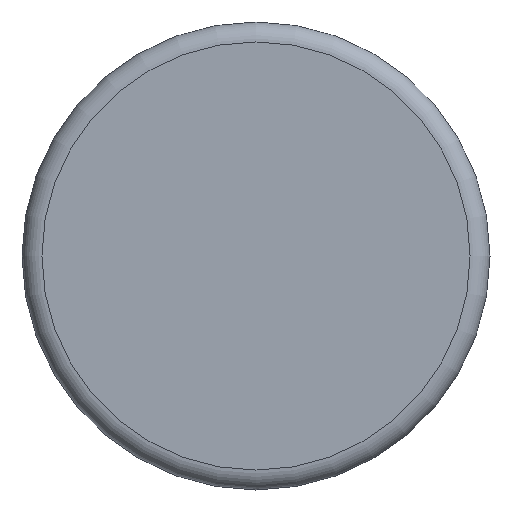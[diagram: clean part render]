
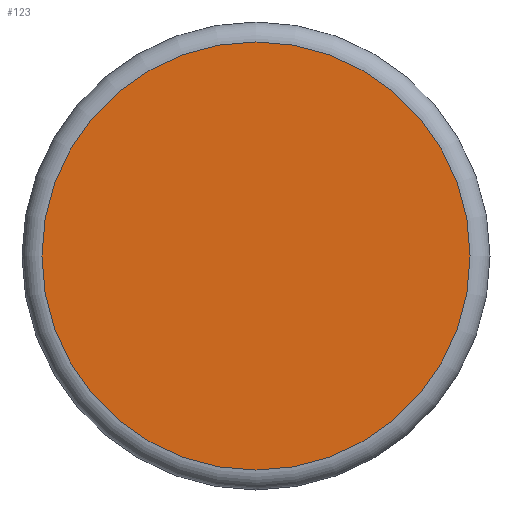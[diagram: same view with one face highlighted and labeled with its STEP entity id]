
A CAD part, front view. The second image highlights one B-rep face of the part: STEP entity #123.
In plain terms, the highlighted planar face has unit normal (0, -1, 0).
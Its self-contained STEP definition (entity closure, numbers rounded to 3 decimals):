
#18=PLANE('',#164);
#34=FACE_OUTER_BOUND('',#44,.T.);
#44=EDGE_LOOP('',(#105));
#58=CIRCLE('',#163,21.5);
#68=VERTEX_POINT('',#238);
#81=EDGE_CURVE('',#68,#68,#58,.T.);
#105=ORIENTED_EDGE('',*,*,#81,.F.);
#123=ADVANCED_FACE('',(#34),#18,.F.);
#163=AXIS2_PLACEMENT_3D('',#240,#199,#200);
#164=AXIS2_PLACEMENT_3D('',#241,#201,#202);
#199=DIRECTION('center_axis',(0.,1.,0.));
#200=DIRECTION('ref_axis',(1.,0.,0.));
#201=DIRECTION('center_axis',(0.,1.,0.));
#202=DIRECTION('ref_axis',(0.,0.,1.));
#238=CARTESIAN_POINT('',(0.,0.,-21.5));
#240=CARTESIAN_POINT('Origin',(0.,0.,0.));
#241=CARTESIAN_POINT('Origin',(0.,0.,0.));
